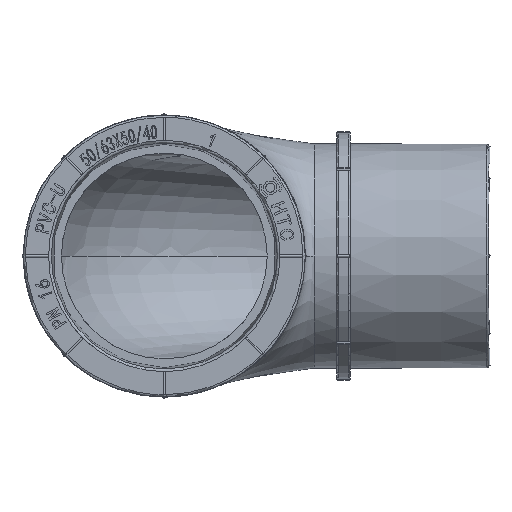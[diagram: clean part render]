
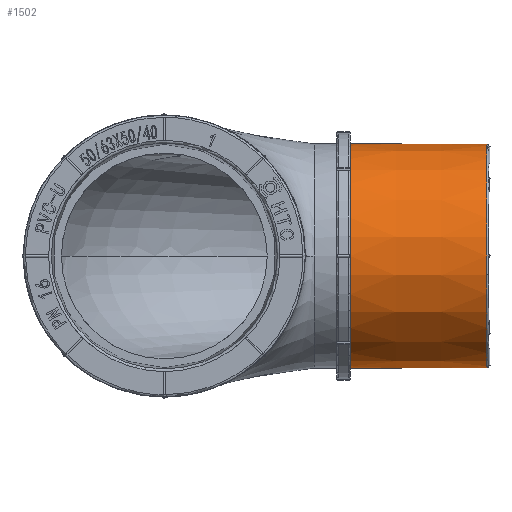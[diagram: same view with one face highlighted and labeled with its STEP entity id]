
A CAD part, front view. The second image highlights one B-rep face of the part: STEP entity #1502.
In plain terms, the highlighted conical face has half-angle 0.092 degrees and reference radius 25.063 mm.
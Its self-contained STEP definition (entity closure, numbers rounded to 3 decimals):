
#51=CONICAL_SURFACE('',#23409,25.063,0.092);
#1502=ADVANCED_FACE('',(#3878,#3879),#51,.T.);
#3878=FACE_BOUND('',#4037,.T.);
#3879=FACE_BOUND('',#4038,.T.);
#4037=EDGE_LOOP('',(#11098));
#4038=EDGE_LOOP('',(#11099));
#11098=ORIENTED_EDGE('',*,*,#20470,.T.);
#11099=ORIENTED_EDGE('',*,*,#20472,.F.);
#17999=VERTEX_POINT('',#36037);
#18001=VERTEX_POINT('',#36044);
#20470=EDGE_CURVE('',#17999,#17999,#23113,.T.);
#20472=EDGE_CURVE('',#18001,#18001,#23115,.T.);
#23113=CIRCLE('',#23403,25.063);
#23115=CIRCLE('',#23408,25.113);
#23403=AXIS2_PLACEMENT_3D('',#36036,#25197,#25198);
#23408=AXIS2_PLACEMENT_3D('',#36043,#25207,#25208);
#23409=AXIS2_PLACEMENT_3D('',#36045,#25209,#25210);
#25197=DIRECTION('',(-1.,0.,0.));
#25198=DIRECTION('',(0.,0.,1.));
#25207=DIRECTION('',(-1.,0.,0.));
#25208=DIRECTION('',(0.,0.,-1.));
#25209=DIRECTION('',(-1.,0.,0.));
#25210=DIRECTION('',(0.,0.,-1.));
#36036=CARTESIAN_POINT('',(7553.733,4291.816,-5.483));
#36037=CARTESIAN_POINT('',(7553.733,4291.816,19.58));
#36043=CARTESIAN_POINT('',(7523.146,4291.816,-5.483));
#36044=CARTESIAN_POINT('',(7523.146,4291.816,-30.596));
#36045=CARTESIAN_POINT('',(7554.233,4291.816,-5.483));
